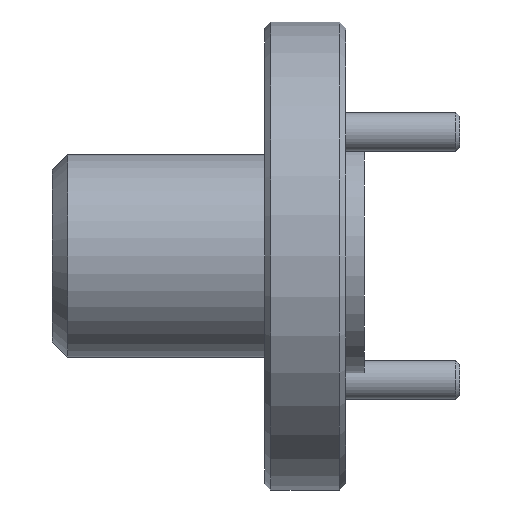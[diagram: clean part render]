
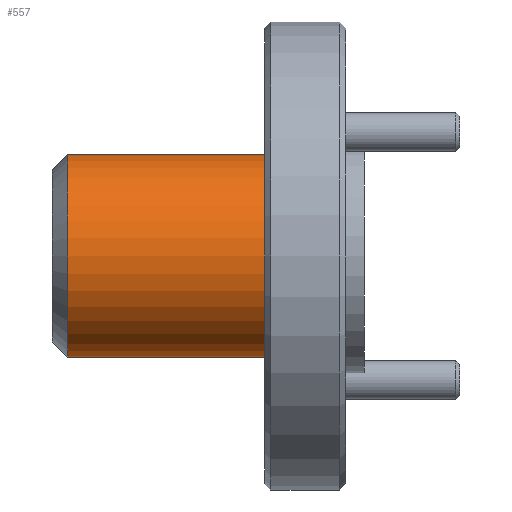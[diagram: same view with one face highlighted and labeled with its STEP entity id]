
A CAD part, front view. The second image highlights one B-rep face of the part: STEP entity #557.
In plain terms, the highlighted cylindrical face has radius 4.12 mm (diameter 8.239 mm), a partial arc.
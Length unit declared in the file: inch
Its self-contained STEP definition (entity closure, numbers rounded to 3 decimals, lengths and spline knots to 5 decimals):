
#39 = CARTESIAN_POINT ( 'NONE',  ( 0.30656, 0.46272, 0.26657 ) ) ;
#55 = ORIENTED_EDGE ( 'NONE', *, *, #1553, .T. ) ;
#220 = FACE_OUTER_BOUND ( 'NONE', #906, .T. ) ;
#226 = DIRECTION ( 'NONE',  ( 1., 0., 0. ) ) ;
#245 = DIRECTION ( 'NONE',  ( -1., 0., 0. ) ) ;
#493 = VERTEX_POINT ( 'NONE', #1876 ) ;
#518 = CIRCLE ( 'NONE', #1964, 0.16219 ) ;
#557 = ADVANCED_FACE ( 'NONE', ( #220 ), #674, .T. ) ;
#652 = DIRECTION ( 'NONE',  ( -1., 0., 0. ) ) ;
#671 = ORIENTED_EDGE ( 'NONE', *, *, #1450, .F. ) ;
#674 = CYLINDRICAL_SURFACE ( 'NONE', #1794, 0.16219 ) ;
#675 = CARTESIAN_POINT ( 'NONE',  ( 0.30656, 0.46272, 0.42876 ) ) ;
#697 = AXIS2_PLACEMENT_3D ( 'NONE', #675, #1763, #1285 ) ;
#799 = ORIENTED_EDGE ( 'NONE', *, *, #1089, .T. ) ;
#847 = CARTESIAN_POINT ( 'NONE',  ( -0.00925, 0.46272, 0.59095 ) ) ;
#906 = EDGE_LOOP ( 'NONE', ( #671, #55, #799, #1103 ) ) ;
#933 = EDGE_CURVE ( 'NONE', #1201, #493, #518, .T. ) ;
#964 = VECTOR ( 'NONE', #245, 39.37008 ) ;
#1013 = CIRCLE ( 'NONE', #697, 0.16219 ) ;
#1089 = EDGE_CURVE ( 'NONE', #1330, #1201, #1779, .T. ) ;
#1103 = ORIENTED_EDGE ( 'NONE', *, *, #933, .T. ) ;
#1201 = VERTEX_POINT ( 'NONE', #1358 ) ;
#1285 = DIRECTION ( 'NONE',  ( 0., 0., 1. ) ) ;
#1312 = DIRECTION ( 'NONE',  ( 0., 0., -1. ) ) ;
#1330 = VERTEX_POINT ( 'NONE', #1715 ) ;
#1358 = CARTESIAN_POINT ( 'NONE',  ( -0.00925, 0.46272, 0.59095 ) ) ;
#1414 = DIRECTION ( 'NONE',  ( -1., 0., 0. ) ) ;
#1436 = DIRECTION ( 'NONE',  ( 0., 0., 1. ) ) ;
#1450 = EDGE_CURVE ( 'NONE', #1611, #493, #1567, .T. ) ;
#1469 = CARTESIAN_POINT ( 'NONE',  ( -0.00925, 0.46272, 0.42876 ) ) ;
#1553 = EDGE_CURVE ( 'NONE', #1611, #1330, #1013, .T. ) ;
#1567 = LINE ( 'NONE', #1582, #1817 ) ;
#1582 = CARTESIAN_POINT ( 'NONE',  ( -0.00925, 0.46272, 0.26657 ) ) ;
#1611 = VERTEX_POINT ( 'NONE', #39 ) ;
#1715 = CARTESIAN_POINT ( 'NONE',  ( 0.30656, 0.46272, 0.59095 ) ) ;
#1759 = CARTESIAN_POINT ( 'NONE',  ( -0.00925, 0.46272, 0.42876 ) ) ;
#1763 = DIRECTION ( 'NONE',  ( -1., 0., 0. ) ) ;
#1779 = LINE ( 'NONE', #847, #964 ) ;
#1794 = AXIS2_PLACEMENT_3D ( 'NONE', #1759, #652, #1436 ) ;
#1817 = VECTOR ( 'NONE', #1414, 39.37008 ) ;
#1876 = CARTESIAN_POINT ( 'NONE',  ( -0.00925, 0.46272, 0.26657 ) ) ;
#1964 = AXIS2_PLACEMENT_3D ( 'NONE', #1469, #226, #1312 ) ;
